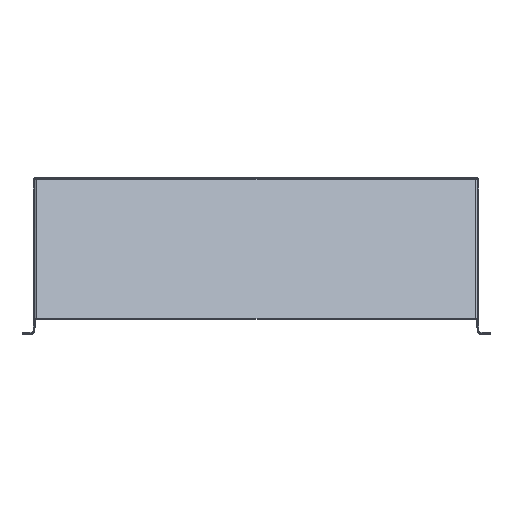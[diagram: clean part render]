
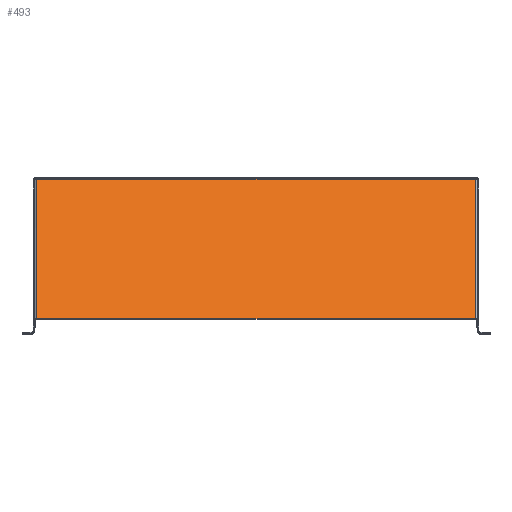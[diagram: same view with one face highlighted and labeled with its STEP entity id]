
A CAD part, top view. The second image highlights one B-rep face of the part: STEP entity #493.
In plain terms, the highlighted planar face has unit normal (0, 0.643, 0.766).
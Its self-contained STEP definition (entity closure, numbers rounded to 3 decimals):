
#282 = EDGE_CURVE ( 'NONE', #1719, #4407, #4836, .T. ) ;
#299 = VECTOR ( 'NONE', #1053, 1000. ) ;
#493 = ADVANCED_FACE ( 'NONE', ( #3083 ), #5870, .T. ) ;
#528 = CARTESIAN_POINT ( 'NONE',  ( -306.5, 19.189, 0.821 ) ) ;
#575 = EDGE_LOOP ( 'NONE', ( #6251, #1280, #1687, #1232 ) ) ;
#582 = VECTOR ( 'NONE', #646, 1000. ) ;
#646 = DIRECTION ( 'NONE',  ( 0., 0.766, -0.643 ) ) ;
#720 = CARTESIAN_POINT ( 'NONE',  ( 0., 213.928, -162.585 ) ) ;
#974 = EDGE_CURVE ( 'NONE', #5576, #2792, #4228, .T. ) ;
#1053 = DIRECTION ( 'NONE',  ( -1., 0., 0. ) ) ;
#1076 = DIRECTION ( 'NONE',  ( -1., 0., 0. ) ) ;
#1144 = VECTOR ( 'NONE', #3082, 1000. ) ;
#1232 = ORIENTED_EDGE ( 'NONE', *, *, #4966, .T. ) ;
#1280 = ORIENTED_EDGE ( 'NONE', *, *, #3237, .T. ) ;
#1468 = DIRECTION ( 'NONE',  ( 0., -0.766, 0.643 ) ) ;
#1572 = DIRECTION ( 'NONE',  ( 0., 0.643, 0.766 ) ) ;
#1687 = ORIENTED_EDGE ( 'NONE', *, *, #974, .F. ) ;
#1719 = VERTEX_POINT ( 'NONE', #3231 ) ;
#2040 = CARTESIAN_POINT ( 'NONE',  ( 304.5, 19.189, 0.821 ) ) ;
#2589 = AXIS2_PLACEMENT_3D ( 'NONE', #6782, #1572, #1468 ) ;
#2697 = LINE ( 'NONE', #3787, #582 ) ;
#2792 = VERTEX_POINT ( 'NONE', #6083 ) ;
#3082 = DIRECTION ( 'NONE',  ( 0., -0.766, 0.643 ) ) ;
#3083 = FACE_OUTER_BOUND ( 'NONE', #575, .T. ) ;
#3231 = CARTESIAN_POINT ( 'NONE',  ( 304.5, 213.928, -162.585 ) ) ;
#3237 = EDGE_CURVE ( 'NONE', #4407, #2792, #4237, .T. ) ;
#3787 = CARTESIAN_POINT ( 'NONE',  ( 304.5, 19.189, 0.821 ) ) ;
#3861 = CARTESIAN_POINT ( 'NONE',  ( -304.5, 213.928, -162.585 ) ) ;
#4228 = LINE ( 'NONE', #528, #299 ) ;
#4237 = LINE ( 'NONE', #6322, #1144 ) ;
#4407 = VERTEX_POINT ( 'NONE', #3861 ) ;
#4836 = LINE ( 'NONE', #720, #6004 ) ;
#4966 = EDGE_CURVE ( 'NONE', #5576, #1719, #2697, .T. ) ;
#5576 = VERTEX_POINT ( 'NONE', #2040 ) ;
#5870 = PLANE ( 'NONE',  #2589 ) ;
#6004 = VECTOR ( 'NONE', #1076, 1000. ) ;
#6083 = CARTESIAN_POINT ( 'NONE',  ( -304.5, 19.189, 0.821 ) ) ;
#6251 = ORIENTED_EDGE ( 'NONE', *, *, #282, .T. ) ;
#6322 = CARTESIAN_POINT ( 'NONE',  ( -304.5, 213.928, -162.585 ) ) ;
#6782 = CARTESIAN_POINT ( 'NONE',  ( 0., 7.988, 10.219 ) ) ;
